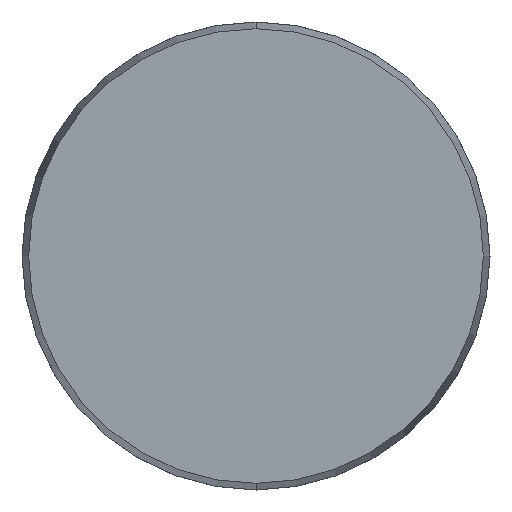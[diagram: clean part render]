
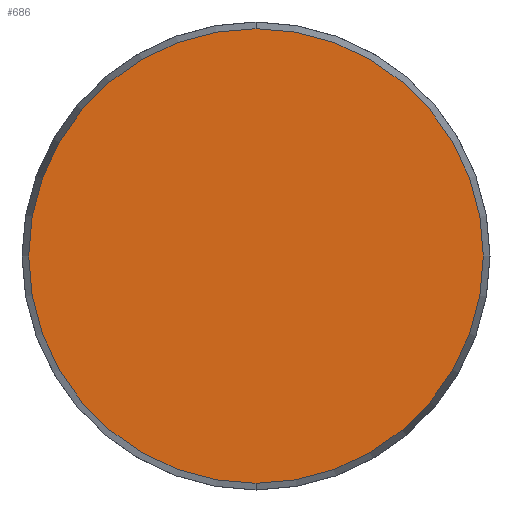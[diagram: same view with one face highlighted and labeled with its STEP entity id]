
A CAD part, front view. The second image highlights one B-rep face of the part: STEP entity #686.
In plain terms, the highlighted planar face has unit normal (0, -1, 0).
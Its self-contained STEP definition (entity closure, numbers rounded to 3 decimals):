
#4 = CARTESIAN_POINT ( 'NONE',  ( 0., 0., 0. ) ) ;
#18 = CARTESIAN_POINT ( 'NONE',  ( 0., 0., -29.143 ) ) ;
#23 = CARTESIAN_POINT ( 'NONE',  ( -29.143, 0., 0. ) ) ;
#186 = CIRCLE ( 'NONE', #331, 29.143 ) ;
#198 = EDGE_CURVE ( 'NONE', #387, #784, #186, .T. ) ;
#233 = ORIENTED_EDGE ( 'NONE', *, *, #198, .T. ) ;
#292 = CARTESIAN_POINT ( 'NONE',  ( 0., 0., 29.143 ) ) ;
#312 = DIRECTION ( 'NONE',  ( 0., -1., 0. ) ) ;
#331 = AXIS2_PLACEMENT_3D ( 'NONE', #549, #312, #949 ) ;
#336 = DIRECTION ( 'NONE',  ( 0., 0., -1. ) ) ;
#387 = VERTEX_POINT ( 'NONE', #18 ) ;
#426 = PLANE ( 'NONE',  #1028 ) ;
#437 = DIRECTION ( 'NONE',  ( 0., 1., 0. ) ) ;
#509 = DIRECTION ( 'NONE',  ( 0., 0., 1. ) ) ;
#519 = ORIENTED_EDGE ( 'NONE', *, *, #581, .T. ) ;
#549 = CARTESIAN_POINT ( 'NONE',  ( 0., 0., 0. ) ) ;
#581 = EDGE_CURVE ( 'NONE', #784, #387, #912, .T. ) ;
#592 = FACE_OUTER_BOUND ( 'NONE', #987, .T. ) ;
#686 = ADVANCED_FACE ( 'NONE', ( #592 ), #426, .F. ) ;
#733 = DIRECTION ( 'NONE',  ( 0., -1., 0. ) ) ;
#784 = VERTEX_POINT ( 'NONE', #292 ) ;
#848 = AXIS2_PLACEMENT_3D ( 'NONE', #4, #733, #336 ) ;
#912 = CIRCLE ( 'NONE', #848, 29.143 ) ;
#949 = DIRECTION ( 'NONE',  ( 0., 0., -1. ) ) ;
#987 = EDGE_LOOP ( 'NONE', ( #519, #233 ) ) ;
#1028 = AXIS2_PLACEMENT_3D ( 'NONE', #23, #437, #509 ) ;
